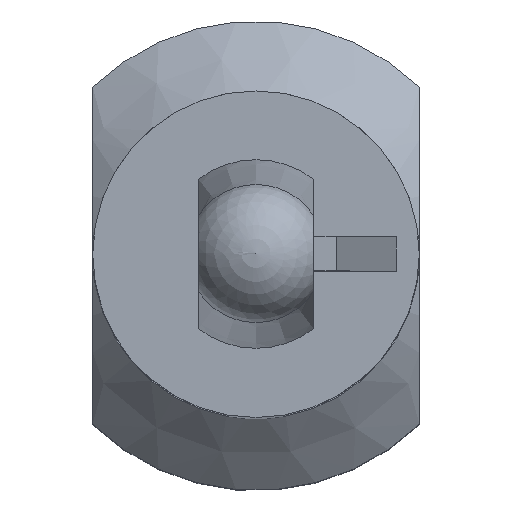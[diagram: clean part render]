
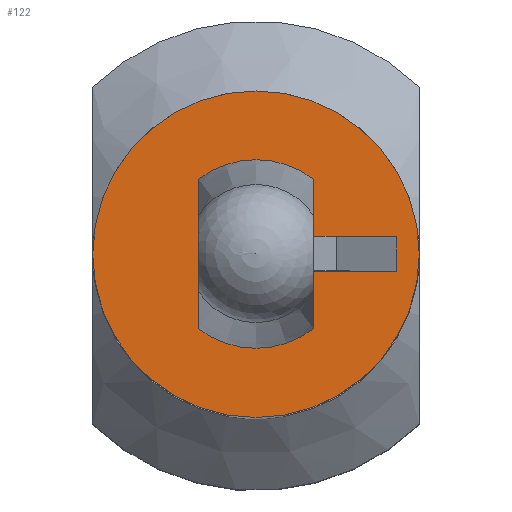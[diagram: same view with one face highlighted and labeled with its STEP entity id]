
A CAD part, top view. The second image highlights one B-rep face of the part: STEP entity #122.
In plain terms, the highlighted planar face has unit normal (0, 0, 1).
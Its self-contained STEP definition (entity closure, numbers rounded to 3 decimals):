
#122 = ADVANCED_FACE( '', ( #269, #270, #271 ), #272, .T. );
#269 = FACE_BOUND( '', #441, .T. );
#270 = FACE_BOUND( '', #442, .T. );
#271 = FACE_OUTER_BOUND( '', #443, .T. );
#272 = PLANE( '', #444 );
#441 = EDGE_LOOP( '', ( #748, #749, #750, #751 ) );
#442 = EDGE_LOOP( '', ( #752, #753, #754, #755 ) );
#443 = EDGE_LOOP( '', ( #756 ) );
#444 = AXIS2_PLACEMENT_3D( '', #757, #758, #759 );
#748 = ORIENTED_EDGE( '', *, *, #1136, .T. );
#749 = ORIENTED_EDGE( '', *, *, #1039, .T. );
#750 = ORIENTED_EDGE( '', *, *, #1137, .T. );
#751 = ORIENTED_EDGE( '', *, *, #1083, .T. );
#752 = ORIENTED_EDGE( '', *, *, #1033, .T. );
#753 = ORIENTED_EDGE( '', *, *, #1138, .F. );
#754 = ORIENTED_EDGE( '', *, *, #1075, .T. );
#755 = ORIENTED_EDGE( '', *, *, #1139, .T. );
#756 = ORIENTED_EDGE( '', *, *, #1140, .F. );
#757 = CARTESIAN_POINT( '', ( -3.55, 0., 25.4 ) );
#758 = DIRECTION( '', ( 0., 0., 1. ) );
#759 = DIRECTION( '', ( 1., 0., 0. ) );
#1033 = EDGE_CURVE( '', #1237, #1235, #1238, .T. );
#1039 = EDGE_CURVE( '', #1249, #1247, #1250, .T. );
#1075 = EDGE_CURVE( '', #1305, #1306, #1307, .T. );
#1083 = EDGE_CURVE( '', #1322, #1320, #1323, .T. );
#1136 = EDGE_CURVE( '', #1320, #1249, #1399, .T. );
#1137 = EDGE_CURVE( '', #1247, #1322, #1400, .T. );
#1138 = EDGE_CURVE( '', #1305, #1235, #1401, .T. );
#1139 = EDGE_CURVE( '', #1306, #1237, #1402, .T. );
#1140 = EDGE_CURVE( '', #1403, #1403, #1404, .T. );
#1235 = VERTEX_POINT( '', #1520 );
#1237 = VERTEX_POINT( '', #1523 );
#1238 = LINE( '', #1524, #1525 );
#1247 = VERTEX_POINT( '', #1547 );
#1249 = VERTEX_POINT( '', #1552 );
#1250 = LINE( '', #1553, #1554 );
#1305 = VERTEX_POINT( '', #1631 );
#1306 = VERTEX_POINT( '', #1632 );
#1307 = LINE( '', #1633, #1634 );
#1320 = VERTEX_POINT( '', #1653 );
#1322 = VERTEX_POINT( '', #1656 );
#1323 = LINE( '', #1657, #1658 );
#1399 = LINE( '', #1797, #1798 );
#1400 = CIRCLE( '', #1799, 1.9 );
#1401 = LINE( '', #1800, #1801 );
#1402 = CIRCLE( '', #1802, 1.9 );
#1403 = VERTEX_POINT( '', #1803 );
#1404 = CIRCLE( '', #1804, 3.55 );
#1520 = CARTESIAN_POINT( '', ( 1.25, 0.899, 25.4 ) );
#1523 = CARTESIAN_POINT( '', ( 1.25, 1.431, 25.4 ) );
#1524 = CARTESIAN_POINT( '', ( 1.25, 2.05, 25.4 ) );
#1525 = VECTOR( '', #1920, 1000. );
#1547 = CARTESIAN_POINT( '', ( 1.25, -1.431, 25.4 ) );
#1552 = CARTESIAN_POINT( '', ( 1.25, -0.899, 25.4 ) );
#1553 = CARTESIAN_POINT( '', ( 1.25, 2.05, 25.4 ) );
#1554 = VECTOR( '', #1924, 1000. );
#1631 = CARTESIAN_POINT( '', ( -1.25, 0.899, 25.4 ) );
#1632 = CARTESIAN_POINT( '', ( -1.25, 1.431, 25.4 ) );
#1633 = CARTESIAN_POINT( '', ( -1.25, -2.05, 25.4 ) );
#1634 = VECTOR( '', #1959, 1000. );
#1653 = CARTESIAN_POINT( '', ( -1.25, -0.899, 25.4 ) );
#1656 = CARTESIAN_POINT( '', ( -1.25, -1.431, 25.4 ) );
#1657 = CARTESIAN_POINT( '', ( -1.25, -2.05, 25.4 ) );
#1658 = VECTOR( '', #1967, 1000. );
#1797 = CARTESIAN_POINT( '', ( -1.25, -0.899, 25.4 ) );
#1798 = VECTOR( '', #2029, 1000. );
#1799 = AXIS2_PLACEMENT_3D( '', #2030, #2031, #2032 );
#1800 = CARTESIAN_POINT( '', ( -1.25, 0.899, 25.4 ) );
#1801 = VECTOR( '', #2033, 1000. );
#1802 = AXIS2_PLACEMENT_3D( '', #2034, #2035, #2036 );
#1803 = CARTESIAN_POINT( '', ( -3.55, 0., 25.4 ) );
#1804 = AXIS2_PLACEMENT_3D( '', #2037, #2038, #2039 );
#1920 = DIRECTION( '', ( 0., -1., 0. ) );
#1924 = DIRECTION( '', ( 0., -1., 0. ) );
#1959 = DIRECTION( '', ( 0., 1., 0. ) );
#1967 = DIRECTION( '', ( 0., 1., 0. ) );
#2029 = DIRECTION( '', ( 1., 0., 0. ) );
#2030 = CARTESIAN_POINT( '', ( 0., 0., 25.4 ) );
#2031 = DIRECTION( '', ( 0., 0., -1. ) );
#2032 = DIRECTION( '', ( -1., 0., 0. ) );
#2033 = DIRECTION( '', ( 1., 0., 0. ) );
#2034 = CARTESIAN_POINT( '', ( 0., 0., 25.4 ) );
#2035 = DIRECTION( '', ( 0., 0., -1. ) );
#2036 = DIRECTION( '', ( -1., 0., 0. ) );
#2037 = CARTESIAN_POINT( '', ( 0., 0., 25.4 ) );
#2038 = DIRECTION( '', ( 0., 0., -1. ) );
#2039 = DIRECTION( '', ( -1., 0., 0. ) );
